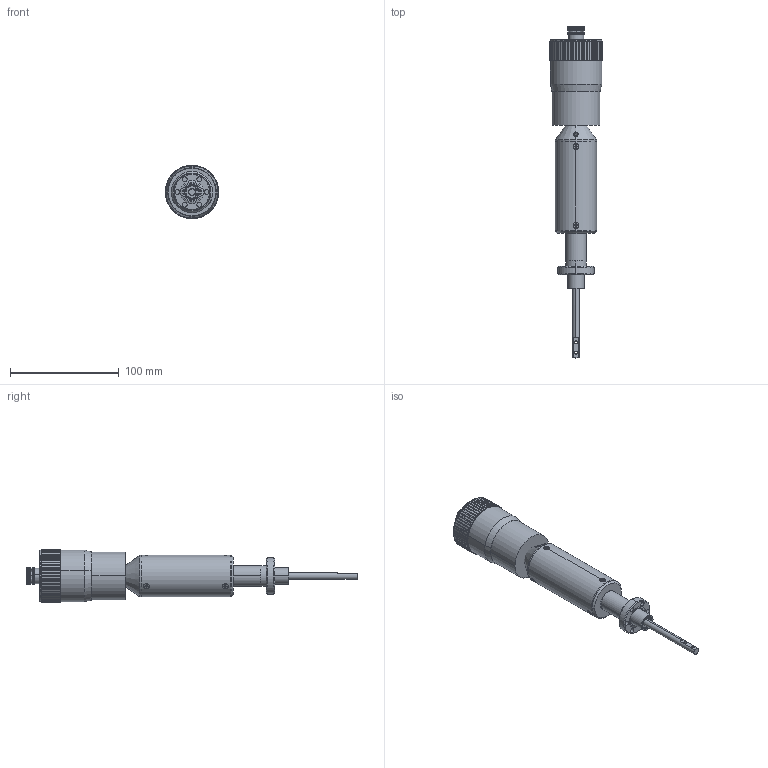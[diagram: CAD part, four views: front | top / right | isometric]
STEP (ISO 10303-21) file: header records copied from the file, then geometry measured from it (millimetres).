
FILE_DESCRIPTION (( 'STEP AP214' ), '1' );
FILE_NAME ('SN103728-01, FLMM-133-25-25_LM_TM.STEP', '2018-05-17T14:13:34', ( '' ), ( '' ), 'SwSTEP 2.0', 'SolidWorks 2010', '' );
FILE_SCHEMA (( 'AUTOMOTIVE_DESIGN' ));
Length unit declared in the file: inch
Products named in the file (1): SN103728-01, FLMM-133-25-25_LM_TM
Bounding box: 49.02 x 305.27 x 49.02 mm (x, y, z)
Surface area: 38849.9 mm2 (no closed solid volume)
Topology: 0 solids, 19 shells, 502 faces, 1822 edges, 1258 vertices
Faces by surface type: plane 217, cylinder 214, torus 36, cone 35
Entity records: 26502 total; most frequent: CARTESIAN_POINT 4993, DIRECTION 3047, ORIENTED_EDGE 2858, EDGE_CURVE 1814, VERTEX_POINT 1258, LINE 1119, VECTOR 1119, AXIS2_PLACEMENT_3D 964
